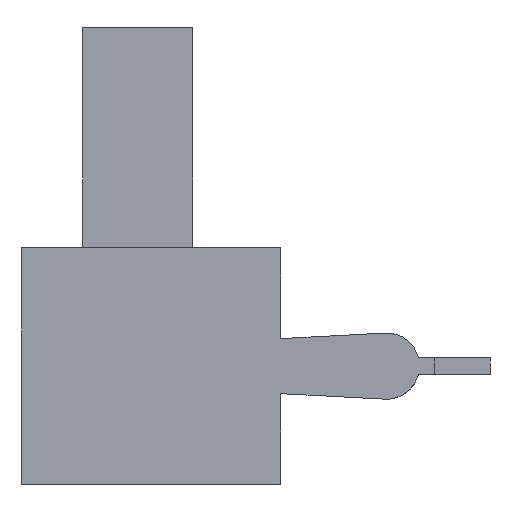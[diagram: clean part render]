
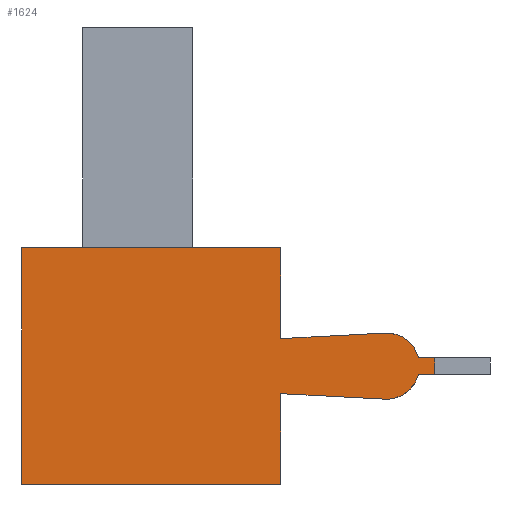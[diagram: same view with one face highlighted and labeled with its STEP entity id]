
A CAD part, left-side view. The second image highlights one B-rep face of the part: STEP entity #1624.
In plain terms, the highlighted planar face has unit normal (-1, 0, 0).
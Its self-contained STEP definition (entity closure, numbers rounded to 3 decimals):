
#12 = DIRECTION ( 'NONE',  ( -1., 0., 0. ) ) ;
#22 = AXIS2_PLACEMENT_3D ( 'NONE', #1695, #1132, #174 ) ;
#70 = EDGE_CURVE ( 'NONE', #215, #1601, #93, .T. ) ;
#93 = LINE ( 'NONE', #871, #1557 ) ;
#136 = DIRECTION ( 'NONE',  ( 0., 0., 1. ) ) ;
#150 = VECTOR ( 'NONE', #1348, 1000. ) ;
#156 = CIRCLE ( 'NONE', #1575, 0.601 ) ;
#174 = DIRECTION ( 'NONE',  ( 0., 0., 1. ) ) ;
#189 = CARTESIAN_POINT ( 'NONE',  ( -6.3, 4.7, 2.15 ) ) ;
#196 = CARTESIAN_POINT ( 'NONE',  ( -6.3, -2.8, 2.15 ) ) ;
#198 = CARTESIAN_POINT ( 'NONE',  ( -6.3, 0., -0.5 ) ) ;
#215 = VERTEX_POINT ( 'NONE', #323 ) ;
#279 = ORIENTED_EDGE ( 'NONE', *, *, #979, .T. ) ;
#280 = LINE ( 'NONE', #2182, #507 ) ;
#295 = VERTEX_POINT ( 'NONE', #2240 ) ;
#302 = ORIENTED_EDGE ( 'NONE', *, *, #491, .T. ) ;
#323 = CARTESIAN_POINT ( 'NONE',  ( -6.3, -1.886, 0.6 ) ) ;
#424 = CARTESIAN_POINT ( 'NONE',  ( -6.3, 4.7, 2.15 ) ) ;
#430 = VERTEX_POINT ( 'NONE', #198 ) ;
#434 = ORIENTED_EDGE ( 'NONE', *, *, #2503, .T. ) ;
#452 = EDGE_CURVE ( 'NONE', #295, #1714, #1583, .T. ) ;
#483 = ORIENTED_EDGE ( 'NONE', *, *, #452, .T. ) ;
#491 = EDGE_CURVE ( 'NONE', #2036, #1556, #2492, .T. ) ;
#507 = VECTOR ( 'NONE', #2232, 1000. ) ;
#527 = DIRECTION ( 'NONE',  ( 0., 0., 1. ) ) ;
#536 = CARTESIAN_POINT ( 'NONE',  ( -6.3, -2.5, -0.15 ) ) ;
#568 = LINE ( 'NONE', #196, #150 ) ;
#577 = AXIS2_PLACEMENT_3D ( 'NONE', #1769, #12, #527 ) ;
#600 = CARTESIAN_POINT ( 'NONE',  ( -6.3, -1.886, -0.6 ) ) ;
#672 = DIRECTION ( 'NONE',  ( 0., 0.999, -0.053 ) ) ;
#684 = EDGE_CURVE ( 'NONE', #1617, #2197, #156, .T. ) ;
#716 = LINE ( 'NONE', #764, #1694 ) ;
#764 = CARTESIAN_POINT ( 'NONE',  ( -6.3, 0., 2.15 ) ) ;
#806 = LINE ( 'NONE', #1043, #2352 ) ;
#807 = DIRECTION ( 'NONE',  ( -1., 0., 0. ) ) ;
#811 = CARTESIAN_POINT ( 'NONE',  ( -6.3, 0., 2.15 ) ) ;
#855 = FACE_OUTER_BOUND ( 'NONE', #1023, .T. ) ;
#860 = LINE ( 'NONE', #2176, #1670 ) ;
#871 = CARTESIAN_POINT ( 'NONE',  ( -6.3, -1.886, 0.6 ) ) ;
#946 = EDGE_CURVE ( 'NONE', #2049, #295, #1170, .T. ) ;
#979 = EDGE_CURVE ( 'NONE', #1714, #430, #716, .T. ) ;
#983 = VECTOR ( 'NONE', #1359, 1000. ) ;
#1023 = EDGE_LOOP ( 'NONE', ( #2188, #2370, #1390, #1702, #483, #279, #434, #302, #1181, #1157, #1934, #1897, #1425 ) ) ;
#1043 = CARTESIAN_POINT ( 'NONE',  ( -6.3, 0., 2.15 ) ) ;
#1073 = AXIS2_PLACEMENT_3D ( 'NONE', #1756, #1791, #1849 ) ;
#1132 = DIRECTION ( 'NONE',  ( -1., 0., 0. ) ) ;
#1146 = CIRCLE ( 'NONE', #22, 0.601 ) ;
#1157 = ORIENTED_EDGE ( 'NONE', *, *, #1161, .T. ) ;
#1161 = EDGE_CURVE ( 'NONE', #1642, #1799, #568, .T. ) ;
#1170 = LINE ( 'NONE', #189, #983 ) ;
#1181 = ORIENTED_EDGE ( 'NONE', *, *, #2094, .T. ) ;
#1189 = DIRECTION ( 'NONE',  ( 0., 0., 1. ) ) ;
#1219 = DIRECTION ( 'NONE',  ( 0., -1., 0. ) ) ;
#1221 = LINE ( 'NONE', #2461, #1774 ) ;
#1308 = CARTESIAN_POINT ( 'NONE',  ( -6.3, 0., 0.5 ) ) ;
#1324 = CARTESIAN_POINT ( 'NONE',  ( -6.3, -2.8, 0.15 ) ) ;
#1333 = EDGE_CURVE ( 'NONE', #1601, #2027, #806, .T. ) ;
#1348 = DIRECTION ( 'NONE',  ( 0., 0., 1. ) ) ;
#1352 = DIRECTION ( 'NONE',  ( 0., -1., 0. ) ) ;
#1359 = DIRECTION ( 'NONE',  ( 0., 0., -1. ) ) ;
#1390 = ORIENTED_EDGE ( 'NONE', *, *, #1764, .T. ) ;
#1425 = ORIENTED_EDGE ( 'NONE', *, *, #2347, .T. ) ;
#1469 = LINE ( 'NONE', #2252, #1717 ) ;
#1509 = CARTESIAN_POINT ( 'NONE',  ( -6.3, -1.918, 0.601 ) ) ;
#1556 = VERTEX_POINT ( 'NONE', #536 ) ;
#1557 = VECTOR ( 'NONE', #672, 1000. ) ;
#1575 = AXIS2_PLACEMENT_3D ( 'NONE', #2326, #807, #1189 ) ;
#1583 = LINE ( 'NONE', #2312, #1637 ) ;
#1601 = VERTEX_POINT ( 'NONE', #1308 ) ;
#1602 = CARTESIAN_POINT ( 'NONE',  ( -6.3, 0., -2.15 ) ) ;
#1617 = VERTEX_POINT ( 'NONE', #2238 ) ;
#1624 = ADVANCED_FACE ( 'NONE', ( #855 ), #1873, .T. ) ;
#1637 = VECTOR ( 'NONE', #1352, 1000. ) ;
#1642 = VERTEX_POINT ( 'NONE', #1734 ) ;
#1670 = VECTOR ( 'NONE', #1219, 1000. ) ;
#1694 = VECTOR ( 'NONE', #136, 1000. ) ;
#1695 = CARTESIAN_POINT ( 'NONE',  ( -6.3, -1.918, 0. ) ) ;
#1702 = ORIENTED_EDGE ( 'NONE', *, *, #946, .T. ) ;
#1714 = VERTEX_POINT ( 'NONE', #1602 ) ;
#1717 = VECTOR ( 'NONE', #2098, 1000. ) ;
#1734 = CARTESIAN_POINT ( 'NONE',  ( -6.3, -2.8, -0.15 ) ) ;
#1756 = CARTESIAN_POINT ( 'NONE',  ( -6.3, -1.918, 0. ) ) ;
#1764 = EDGE_CURVE ( 'NONE', #2027, #2049, #280, .T. ) ;
#1769 = CARTESIAN_POINT ( 'NONE',  ( -6.3, 4.7, 2.15 ) ) ;
#1774 = VECTOR ( 'NONE', #2244, 1000. ) ;
#1791 = DIRECTION ( 'NONE',  ( -1., 0., 0. ) ) ;
#1799 = VERTEX_POINT ( 'NONE', #1324 ) ;
#1827 = DIRECTION ( 'NONE',  ( 0., 0., 1. ) ) ;
#1849 = DIRECTION ( 'NONE',  ( 0., 0., 1. ) ) ;
#1873 = PLANE ( 'NONE',  #577 ) ;
#1897 = ORIENTED_EDGE ( 'NONE', *, *, #684, .T. ) ;
#1934 = ORIENTED_EDGE ( 'NONE', *, *, #2193, .T. ) ;
#2027 = VERTEX_POINT ( 'NONE', #811 ) ;
#2036 = VERTEX_POINT ( 'NONE', #600 ) ;
#2049 = VERTEX_POINT ( 'NONE', #424 ) ;
#2094 = EDGE_CURVE ( 'NONE', #1556, #1642, #860, .T. ) ;
#2098 = DIRECTION ( 'NONE',  ( 0., 1., 0. ) ) ;
#2176 = CARTESIAN_POINT ( 'NONE',  ( -6.3, 4.7, -0.15 ) ) ;
#2182 = CARTESIAN_POINT ( 'NONE',  ( -6.3, 4.7, 2.15 ) ) ;
#2188 = ORIENTED_EDGE ( 'NONE', *, *, #70, .T. ) ;
#2193 = EDGE_CURVE ( 'NONE', #1799, #1617, #1469, .T. ) ;
#2197 = VERTEX_POINT ( 'NONE', #1509 ) ;
#2232 = DIRECTION ( 'NONE',  ( 0., 1., 0. ) ) ;
#2238 = CARTESIAN_POINT ( 'NONE',  ( -6.3, -2.5, 0.15 ) ) ;
#2240 = CARTESIAN_POINT ( 'NONE',  ( -6.3, 4.7, -2.15 ) ) ;
#2244 = DIRECTION ( 'NONE',  ( 0., -0.999, -0.053 ) ) ;
#2252 = CARTESIAN_POINT ( 'NONE',  ( -6.3, 4.7, 0.15 ) ) ;
#2312 = CARTESIAN_POINT ( 'NONE',  ( -6.3, 0., -2.15 ) ) ;
#2326 = CARTESIAN_POINT ( 'NONE',  ( -6.3, -1.918, 0. ) ) ;
#2347 = EDGE_CURVE ( 'NONE', #2197, #215, #1146, .T. ) ;
#2352 = VECTOR ( 'NONE', #1827, 1000. ) ;
#2370 = ORIENTED_EDGE ( 'NONE', *, *, #1333, .T. ) ;
#2461 = CARTESIAN_POINT ( 'NONE',  ( -6.3, 0., -0.5 ) ) ;
#2492 = CIRCLE ( 'NONE', #1073, 0.601 ) ;
#2503 = EDGE_CURVE ( 'NONE', #430, #2036, #1221, .T. ) ;
